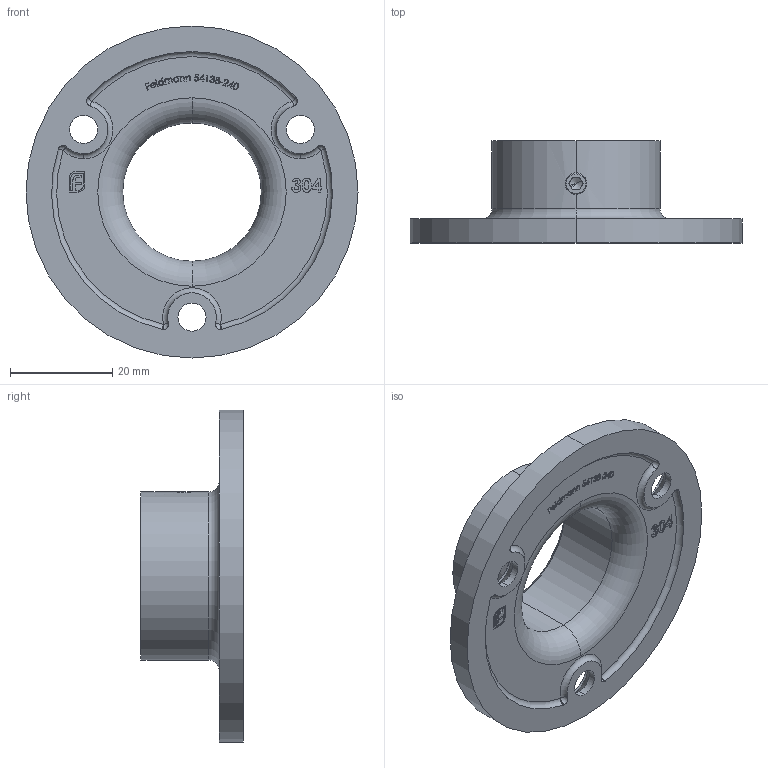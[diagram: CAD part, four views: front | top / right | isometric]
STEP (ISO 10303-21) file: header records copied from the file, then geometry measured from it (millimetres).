
FILE_DESCRIPTION (( 'STEP AP203' ), '1' );
FILE_NAME ('54138-240.step', '2021-04-30T09:56:34', ( '' ), ( '' ), 'SwSTEP 2.0', 'SolidWorks 2018', '' );
FILE_SCHEMA (( 'CONFIG_CONTROL_DESIGN' ));
Length unit declared in the file: millimetre
Products named in the file (6): DIN913_DIN 913 M5x3; 54138-240; 541XX-240 Teil1; DIN913; 541XX-240 Teil1_54138-240 Teil1
Assembly tree (3 placements, depth 2):
  54138-240
    541XX-240 Teil1_54138-240 Teil1
    DIN913_DIN 913 M5x3
  541XX-240 Teil1
  54138-240
    DIN913
Bounding box: 65 x 20 x 65 mm (x, y, z)
Volume: 14365.5 mm3; surface area: 9642 mm2
Topology: 2 solids, 2 shells, 394 faces, 1050 edges, 687 vertices
Faces by surface type: plane 193, bspline 145, cylinder 22, cone 14, torus 12, sphere 8
Entity records: 21035 total; most frequent: CARTESIAN_POINT 11625, ORIENTED_EDGE 2078, DIRECTION 1359, EDGE_CURVE 1039, VERTEX_POINT 681, VECTOR 639, LINE 639, EDGE_LOOP 436
